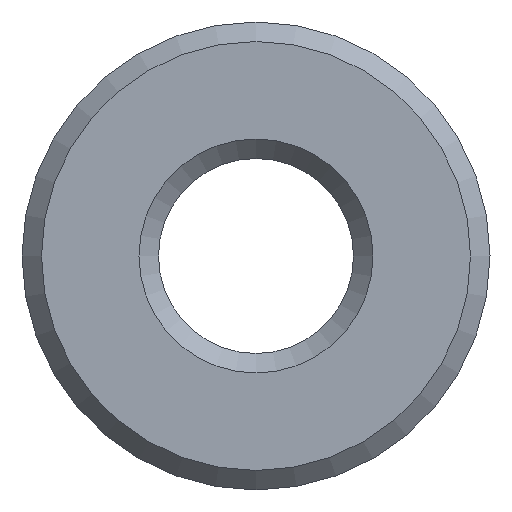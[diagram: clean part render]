
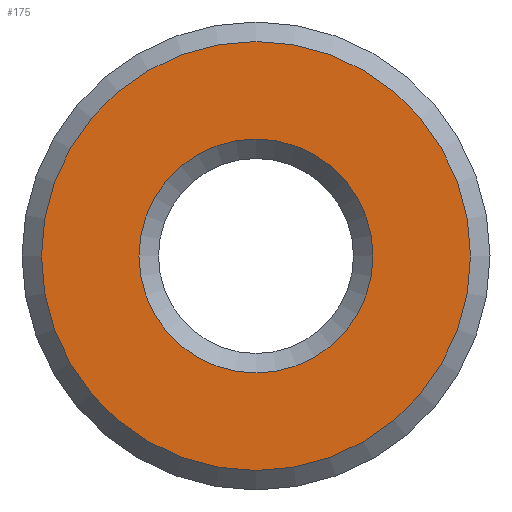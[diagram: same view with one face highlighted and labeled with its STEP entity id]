
A CAD part, left-side view. The second image highlights one B-rep face of the part: STEP entity #175.
In plain terms, the highlighted planar face has unit normal (-1, 0, 0).
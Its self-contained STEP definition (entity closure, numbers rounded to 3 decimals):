
#13=PLANE($,#197);
#27=FACE_BOUND($,#62,.T.);
#45=FACE_OUTER_BOUND($,#61,.T.);
#61=EDGE_LOOP($,(#141));
#62=EDGE_LOOP($,(#142));
#90=CIRCLE($,#194,3.);
#92=CIRCLE($,#198,5.5);
#106=VERTEX_POINT($,#294);
#108=VERTEX_POINT($,#300);
#122=EDGE_CURVE($,#106,#106,#90,.T.);
#124=EDGE_CURVE($,#108,#108,#92,.T.);
#141=ORIENTED_EDGE($,*,*,#124,.F.);
#142=ORIENTED_EDGE($,*,*,#122,.F.);
#175=ADVANCED_FACE($,(#45,#27),#13,.T.);
#194=AXIS2_PLACEMENT_3D($,#295,#230,#231);
#197=AXIS2_PLACEMENT_3D($,#299,#236,#237);
#198=AXIS2_PLACEMENT_3D($,#301,#238,#239);
#230=DIRECTION('center_axis',(-1.,0.,0.));
#231=DIRECTION('ref_axis',(0.,-1.,0.));
#236=DIRECTION('center_axis',(-1.,0.,0.));
#237=DIRECTION('ref_axis',(0.,0.,1.));
#238=DIRECTION('center_axis',(1.,0.,0.));
#239=DIRECTION('ref_axis',(0.,-1.,0.));
#294=CARTESIAN_POINT('',(0.,3.,0.));
#295=CARTESIAN_POINT('Origin',(0.,0.,0.));
#299=CARTESIAN_POINT('Origin',(0.,6.,0.));
#300=CARTESIAN_POINT('',(0.,5.5,0.));
#301=CARTESIAN_POINT('Origin',(0.,0.,0.));
